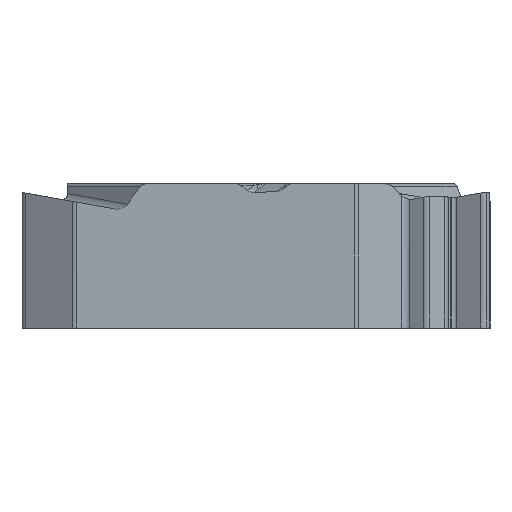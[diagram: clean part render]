
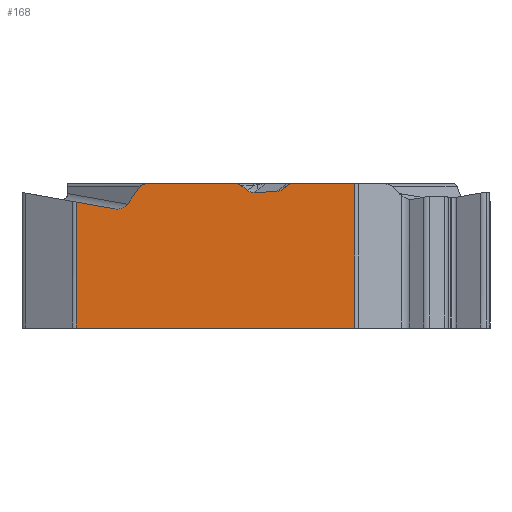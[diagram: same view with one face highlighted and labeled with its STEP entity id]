
A CAD part, left-side view. The second image highlights one B-rep face of the part: STEP entity #168.
In plain terms, the highlighted planar face has unit normal (-1, 0, 0).
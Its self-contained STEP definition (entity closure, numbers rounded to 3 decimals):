
#168=ADVANCED_FACE('',(#320),#276,.F.);
#276=PLANE('',#2088);
#320=FACE_OUTER_BOUND('',#422,.T.);
#422=EDGE_LOOP('',(#591,#592,#593,#594,#595,#596,#597,#598,#599,#600,#601,
#602,#603,#604,#605,#606));
#539=ELLIPSE('',#2084,0.15,0.15);
#540=ELLIPSE('',#2085,0.167,0.15);
#541=ELLIPSE('',#2086,0.177,0.15);
#542=ELLIPSE('',#2087,0.368,0.32);
#591=ORIENTED_EDGE('',*,*,#1377,.F.);
#592=ORIENTED_EDGE('',*,*,#1378,.T.);
#593=ORIENTED_EDGE('',*,*,#1379,.F.);
#594=ORIENTED_EDGE('',*,*,#1380,.F.);
#595=ORIENTED_EDGE('',*,*,#1381,.F.);
#596=ORIENTED_EDGE('',*,*,#1382,.F.);
#597=ORIENTED_EDGE('',*,*,#1383,.F.);
#598=ORIENTED_EDGE('',*,*,#1384,.F.);
#599=ORIENTED_EDGE('',*,*,#1385,.F.);
#600=ORIENTED_EDGE('',*,*,#1386,.F.);
#601=ORIENTED_EDGE('',*,*,#1387,.F.);
#602=ORIENTED_EDGE('',*,*,#1388,.F.);
#603=ORIENTED_EDGE('',*,*,#1389,.F.);
#604=ORIENTED_EDGE('',*,*,#1390,.T.);
#605=ORIENTED_EDGE('',*,*,#1391,.F.);
#606=ORIENTED_EDGE('',*,*,#1392,.T.);
#1183=VERTEX_POINT('',#3339);
#1184=VERTEX_POINT('',#3340);
#1185=VERTEX_POINT('',#3342);
#1186=VERTEX_POINT('',#3344);
#1187=VERTEX_POINT('',#3346);
#1188=VERTEX_POINT('',#3348);
#1189=VERTEX_POINT('',#3362);
#1190=VERTEX_POINT('',#3364);
#1191=VERTEX_POINT('',#3378);
#1192=VERTEX_POINT('',#3380);
#1193=VERTEX_POINT('',#3382);
#1194=VERTEX_POINT('',#3384);
#1195=VERTEX_POINT('',#3386);
#1196=VERTEX_POINT('',#3388);
#1197=VERTEX_POINT('',#3390);
#1198=VERTEX_POINT('',#3392);
#1377=EDGE_CURVE('',#1183,#1184,#1667,.T.);
#1378=EDGE_CURVE('',#1183,#1185,#1668,.T.);
#1379=EDGE_CURVE('',#1186,#1185,#1669,.T.);
#1380=EDGE_CURVE('',#1187,#1186,#539,.T.);
#1381=EDGE_CURVE('',#1188,#1187,#1670,.T.);
#1382=EDGE_CURVE('',#1189,#1188,#2024,.T.);
#1383=EDGE_CURVE('',#1190,#1189,#1671,.T.);
#1384=EDGE_CURVE('',#1191,#1190,#2025,.T.);
#1385=EDGE_CURVE('',#1192,#1191,#1672,.T.);
#1386=EDGE_CURVE('',#1193,#1192,#540,.T.);
#1387=EDGE_CURVE('',#1194,#1193,#1673,.T.);
#1388=EDGE_CURVE('',#1195,#1194,#541,.T.);
#1389=EDGE_CURVE('',#1196,#1195,#1674,.T.);
#1390=EDGE_CURVE('',#1196,#1197,#542,.T.);
#1391=EDGE_CURVE('',#1198,#1197,#1675,.T.);
#1392=EDGE_CURVE('',#1198,#1184,#1676,.T.);
#1667=LINE('',#3338,#1841);
#1668=LINE('',#3341,#1842);
#1669=LINE('',#3343,#1843);
#1670=LINE('',#3347,#1844);
#1671=LINE('',#3363,#1845);
#1672=LINE('',#3379,#1846);
#1673=LINE('',#3383,#1847);
#1674=LINE('',#3387,#1848);
#1675=LINE('',#3391,#1849);
#1676=LINE('',#3393,#1850);
#1841=VECTOR('',#2291,1.);
#1842=VECTOR('',#2292,1.);
#1843=VECTOR('',#2293,1.);
#1844=VECTOR('',#2296,1.);
#1845=VECTOR('',#2297,1.);
#1846=VECTOR('',#2298,1.);
#1847=VECTOR('',#2301,1.);
#1848=VECTOR('',#2304,1.);
#1849=VECTOR('',#2307,1.);
#1850=VECTOR('',#2308,1.);
#2024=B_SPLINE_CURVE_WITH_KNOTS('',3,(#3349,#3350,#3351,#3352,#3353,#3354,
#3355,#3356,#3357,#3358,#3359,#3360,#3361),.UNSPECIFIED.,.F.,.F.,(4,3,3,
3,4),(0.,0.249,0.498,0.746,1.),
 .UNSPECIFIED.);
#2025=B_SPLINE_CURVE_WITH_KNOTS('',3,(#3365,#3366,#3367,#3368,#3369,#3370,
#3371,#3372,#3373,#3374,#3375,#3376,#3377),.UNSPECIFIED.,.F.,.F.,(4,3,3,
3,4),(0.,0.234,0.468,0.701,1.),
 .UNSPECIFIED.);
#2084=AXIS2_PLACEMENT_3D('',#3345,#2294,#2295);
#2085=AXIS2_PLACEMENT_3D('',#3381,#2299,#2300);
#2086=AXIS2_PLACEMENT_3D('',#3385,#2302,#2303);
#2087=AXIS2_PLACEMENT_3D('',#3389,#2305,#2306);
#2088=AXIS2_PLACEMENT_3D('',#3394,#2309,#2310);
#2291=DIRECTION('',(0.,1.,0.));
#2292=DIRECTION('',(0.,0.,1.));
#2293=DIRECTION('',(0.,-1.,0.));
#2294=DIRECTION('',(1.,0.,0.));
#2295=DIRECTION('',(0.,-1.,0.));
#2296=DIRECTION('',(0.,-0.759,0.651));
#2297=DIRECTION('',(0.,-0.999,0.043));
#2298=DIRECTION('',(0.,-0.792,-0.611));
#2299=DIRECTION('',(1.,0.,0.));
#2300=DIRECTION('',(0.,1.,0.));
#2301=DIRECTION('',(0.,-1.,0.));
#2302=DIRECTION('',(1.,0.,0.));
#2303=DIRECTION('',(0.,1.,0.));
#2304=DIRECTION('',(0.,-0.574,0.819));
#2305=DIRECTION('',(1.,0.,0.));
#2306=DIRECTION('',(0.,0.985,0.174));
#2307=DIRECTION('',(0.,-0.985,-0.174));
#2308=DIRECTION('',(0.,0.,-1.));
#2309=DIRECTION('',(1.,0.,0.));
#2310=DIRECTION('',(0.,0.,-1.));
#3338=CARTESIAN_POINT('',(-4.763,-3.173,-3.97));
#3339=CARTESIAN_POINT('',(-4.763,-2.852,-3.97));
#3340=CARTESIAN_POINT('',(-4.763,5.317,-3.97));
#3341=CARTESIAN_POINT('',(-4.763,-2.852,3.25));
#3342=CARTESIAN_POINT('',(-4.763,-2.852,0.25));
#3343=CARTESIAN_POINT('',(-4.763,3.173,0.25));
#3344=CARTESIAN_POINT('',(-4.763,-0.971,0.25));
#3345=CARTESIAN_POINT('',(-4.763,-0.971,0.1));
#3346=CARTESIAN_POINT('',(-4.763,-0.873,0.214));
#3347=CARTESIAN_POINT('',(-4.763,1.566,-1.876));
#3348=CARTESIAN_POINT('',(-4.763,-0.748,0.107));
#3349=CARTESIAN_POINT('',(-4.763,-0.55,0.028));
#3350=CARTESIAN_POINT('',(-4.763,-0.568,0.029));
#3351=CARTESIAN_POINT('',(-4.763,-0.586,0.032));
#3352=CARTESIAN_POINT('',(-4.763,-0.603,0.035));
#3353=CARTESIAN_POINT('',(-4.763,-0.621,0.039));
#3354=CARTESIAN_POINT('',(-4.763,-0.638,0.044));
#3355=CARTESIAN_POINT('',(-4.763,-0.655,0.051));
#3356=CARTESIAN_POINT('',(-4.763,-0.672,0.058));
#3357=CARTESIAN_POINT('',(-4.763,-0.688,0.066));
#3358=CARTESIAN_POINT('',(-4.763,-0.703,0.075));
#3359=CARTESIAN_POINT('',(-4.763,-0.719,0.084));
#3360=CARTESIAN_POINT('',(-4.763,-0.734,0.095));
#3361=CARTESIAN_POINT('',(-4.763,-0.748,0.107));
#3362=CARTESIAN_POINT('',(-4.763,-0.55,0.028));
#3363=CARTESIAN_POINT('',(-4.763,-3.167,0.14));
#3364=CARTESIAN_POINT('',(-4.763,0.098,0.001));
#3365=CARTESIAN_POINT('',(-4.763,0.297,0.063));
#3366=CARTESIAN_POINT('',(-4.763,0.284,0.052));
#3367=CARTESIAN_POINT('',(-4.763,0.269,0.043));
#3368=CARTESIAN_POINT('',(-4.763,0.255,0.036));
#3369=CARTESIAN_POINT('',(-4.763,0.24,0.028));
#3370=CARTESIAN_POINT('',(-4.763,0.225,0.021));
#3371=CARTESIAN_POINT('',(-4.763,0.209,0.016));
#3372=CARTESIAN_POINT('',(-4.763,0.194,0.011));
#3373=CARTESIAN_POINT('',(-4.763,0.177,0.007));
#3374=CARTESIAN_POINT('',(-4.763,0.161,0.004));
#3375=CARTESIAN_POINT('',(-4.763,0.14,0.001));
#3376=CARTESIAN_POINT('',(-4.763,0.119,0.));
#3377=CARTESIAN_POINT('',(-4.763,0.098,0.001));
#3378=CARTESIAN_POINT('',(-4.763,0.297,0.063));
#3379=CARTESIAN_POINT('',(-4.763,-1.909,-1.639));
#3380=CARTESIAN_POINT('',(-4.763,0.493,0.214));
#3381=CARTESIAN_POINT('',(-4.763,0.601,0.1));
#3382=CARTESIAN_POINT('',(-4.763,0.601,0.25));
#3383=CARTESIAN_POINT('',(-4.763,-3.173,0.25));
#3384=CARTESIAN_POINT('',(-4.763,3.291,0.25));
#3385=CARTESIAN_POINT('',(-4.763,3.291,0.1));
#3386=CARTESIAN_POINT('',(-4.763,3.443,0.177));
#3387=CARTESIAN_POINT('',(-4.763,1.35,3.166));
#3388=CARTESIAN_POINT('',(-4.763,3.807,-0.343));
#3389=CARTESIAN_POINT('',(-4.763,4.121,-0.165));
#3390=CARTESIAN_POINT('',(-4.763,4.177,-0.48));
#3391=CARTESIAN_POINT('',(-4.763,-2.869,-1.723));
#3392=CARTESIAN_POINT('',(-4.763,5.317,-0.279));
#3393=CARTESIAN_POINT('',(-4.763,5.317,-5.47));
#3394=CARTESIAN_POINT('',(-4.763,-3.173,0.));
